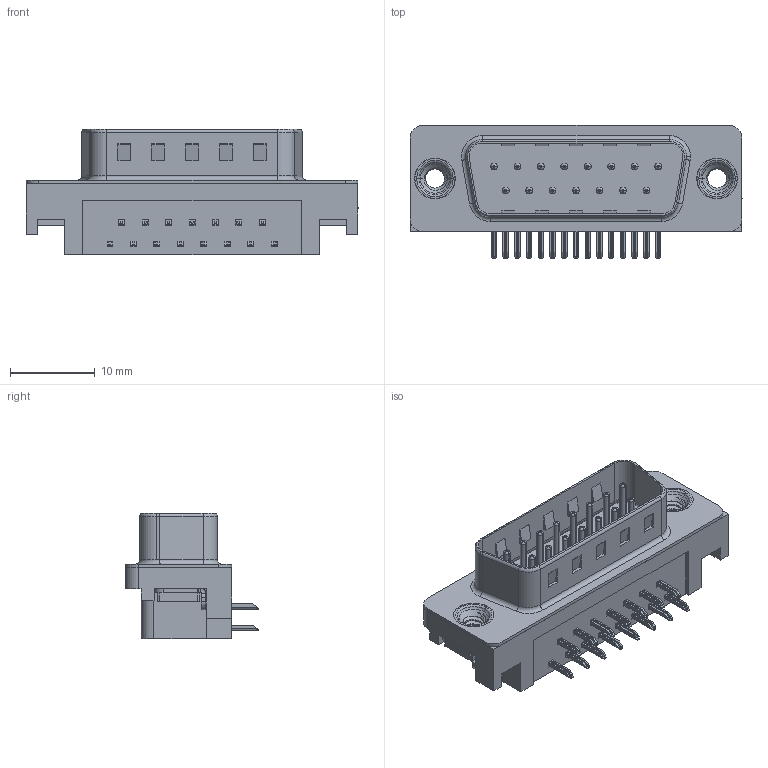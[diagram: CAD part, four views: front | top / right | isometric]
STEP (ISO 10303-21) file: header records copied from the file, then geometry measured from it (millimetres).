
FILE_DESCRIPTION (( 'STEP AP203' ), '1' );
FILE_NAME ('623-015-261-002.STEP', '2018-11-06T12:14:41', ( '' ), ( '' ), 'SwSTEP 2.0', 'SolidWorks 2016', '' );
FILE_SCHEMA (( 'CONFIG_CONTROL_DESIGN' ));
Length unit declared in the file: millimetre
Products named in the file (7): 623 Non Board Mount; 623 4-40 Threaded Rivet; 623-015-261-002; 623 Housing_15 Socket; 623 Shell_15 Socket; 623 Contact Bottom; 623 Contact Top
Assembly tree (21 placements, depth 2):
  623-015-261-002
    623 Housing_15 Socket
    623 Shell_15 Socket
    623 Contact Bottom  x7
    623 Contact Top  x8
    623 Non Board Mount  x2
    623 4-40 Threaded Rivet  x2
Bounding box: 39.22 x 15.73 x 14.8 mm (x, y, z)
Volume: 3319.2 mm3; surface area: 4884.9 mm2
Topology: 21 solids, 21 shells, 1467 faces, 3637 edges, 2253 vertices
Faces by surface type: plane 893, cylinder 435, torus 121, cone 12, bspline 6
Entity records: 18570 total; most frequent: CARTESIAN_POINT 4514, DIRECTION 2744, ORIENTED_EDGE 2632, EDGE_CURVE 1316, AXIS2_PLACEMENT_3D 923, VECTOR 898, LINE 898, VERTEX_POINT 839
